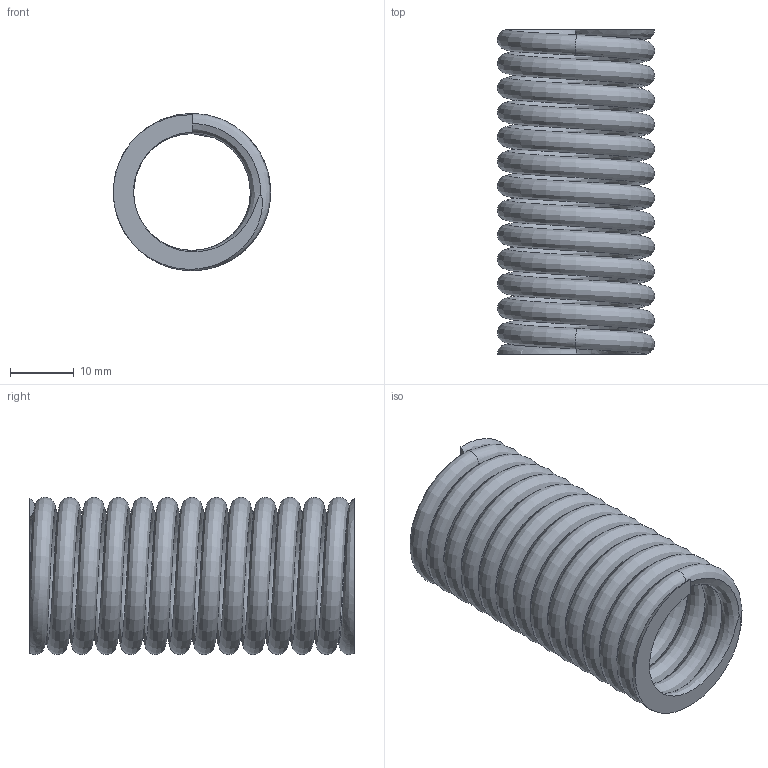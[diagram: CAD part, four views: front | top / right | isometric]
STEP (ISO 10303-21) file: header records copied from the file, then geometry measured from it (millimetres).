
FILE_DESCRIPTION (( 'STEP AP214' ), '1' );
FILE_NAME ('User Library-Configurable Compression Spring.STEP', '2020-05-28T01:18:17', ( '' ), ( '' ), 'SwSTEP 2.0', 'SolidWorks 2019', '' );
FILE_SCHEMA (( 'AUTOMOTIVE_DESIGN' ));
Length unit declared in the file: inch
Products named in the file (1): User Library-Configurable Compression Spring
Bounding box: 24.64 x 50.8 x 24.64 mm (x, y, z)
Volume: 7197.8 mm3; surface area: 9294.4 mm2
Topology: 1 solids, 1 shells, 10 faces, 20 edges, 12 vertices
Faces by surface type: bspline 6, plane 4
Entity records: 7644 total; most frequent: CARTESIAN_POINT 7447, ORIENTED_EDGE 40, DIRECTION 20, EDGE_CURVE 20, VERTEX_POINT 12, B_SPLINE_CURVE_WITH_KNOTS 10, FACE_OUTER_BOUND 10, ADVANCED_FACE 10
